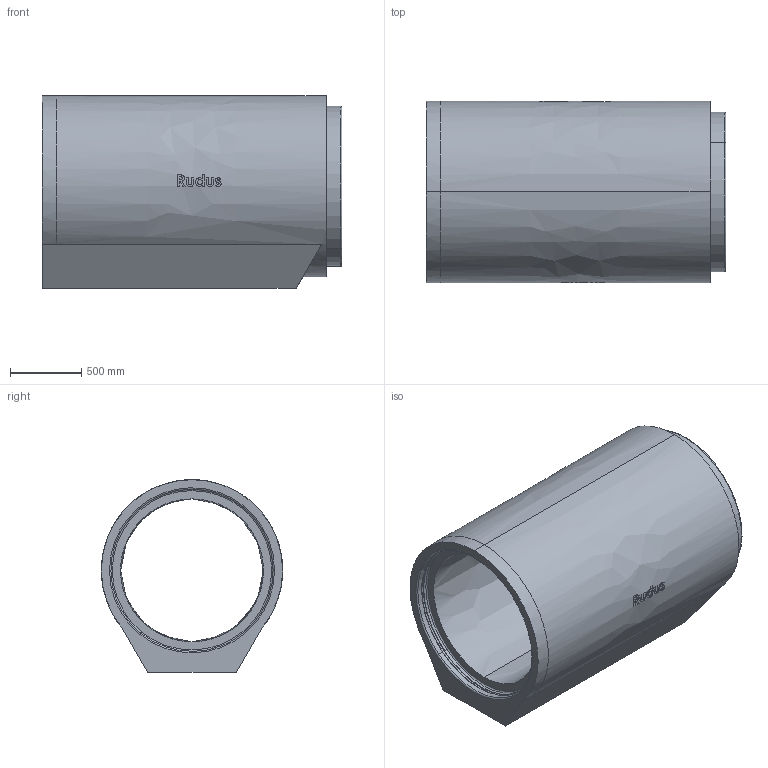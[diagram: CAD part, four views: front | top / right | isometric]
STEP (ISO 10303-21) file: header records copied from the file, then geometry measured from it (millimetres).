
FILE_DESCRIPTION (( 'STEP AP203' ), '1' );
FILE_NAME ('Rudus 12102041 EK-jalkaputki 1000x2000.step', '2020-03-05T19:52:42', ( '' ), ( '' ), 'SwSTEP 2.0', 'SolidWorks 2019', '' );
FILE_SCHEMA (( 'CONFIG_CONTROL_DESIGN' ));
Length unit declared in the file: millimetre
Products named in the file (2): Rudus 12102041 EK-jalkaputki 1000x2000; EK-osa-putkirunko_Jalkaputki
Assembly tree (1 placements, depth 2):
  Rudus 12102041 EK-jalkaputki 1000x2000
    EK-osa-putkirunko_Jalkaputki
Bounding box: 2100 x 1270 x 1350 mm (x, y, z)
Volume: 1120744578.6 mm3; surface area: 17401069.5 mm2
Topology: 1 solids, 1 shells, 113 faces, 379 edges, 279 vertices
Faces by surface type: bspline 76, plane 15, cylinder 14, torus 6, cone 2
Entity records: 23010 total; most frequent: CARTESIAN_POINT 20031, ORIENTED_EDGE 758, EDGE_CURVE 379, DIRECTION 336, VERTEX_POINT 279, B_SPLINE_CURVE_WITH_KNOTS 234, AXIS2_PLACEMENT_3D 152, EDGE_LOOP 126
